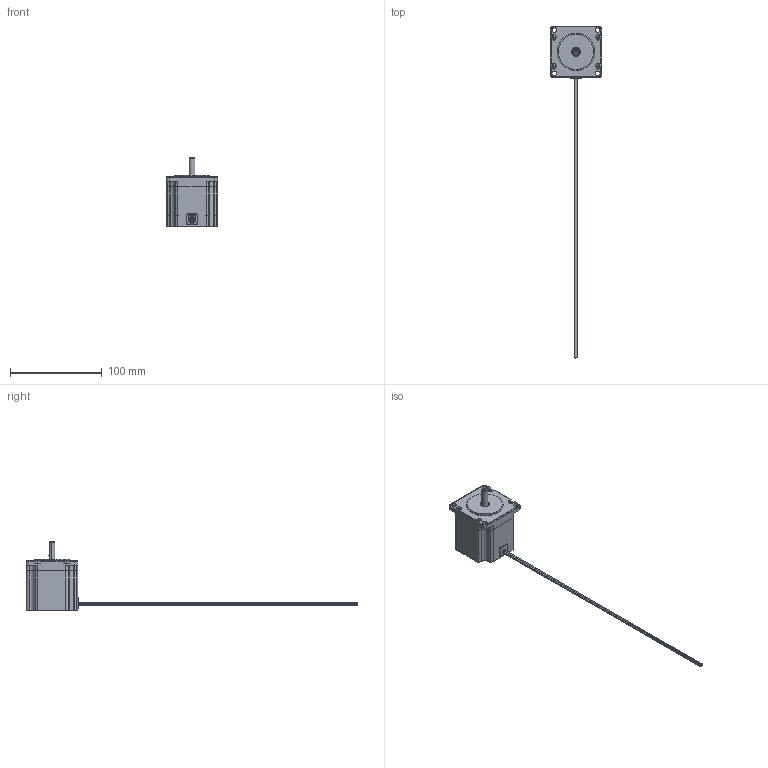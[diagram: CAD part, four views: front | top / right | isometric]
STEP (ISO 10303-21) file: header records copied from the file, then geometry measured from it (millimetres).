
FILE_DESCRIPTION (( 'STEP AP214' ), '1' );
FILE_NAME ('STP-MTR-23055.STEP', '2014-09-22T18:01:17', ( '' ), ( '' ), 'SwSTEP 2.0', 'SolidWorks 2014', '' );
FILE_SCHEMA (( 'AUTOMOTIVE_DESIGN' ));
Length unit declared in the file: inch
Products named in the file (1): STP-MTR-23055
Bounding box: 56.06 x 360.86 x 74.3 mm (x, y, z)
Volume: 111315.4 mm3; surface area: 66148.8 mm2
Topology: 17 solids, 17 shells, 1519 faces, 4433 edges, 2899 vertices
Faces by surface type: cylinder 751, plane 635, cone 69, torus 48, sphere 16
Entity records: 63581 total; most frequent: CARTESIAN_POINT 9834, DIRECTION 9062, ORIENTED_EDGE 8842, EDGE_CURVE 4421, AXIS2_PLACEMENT_3D 3283, VERTEX_POINT 2899, LINE 2496, VECTOR 2496
